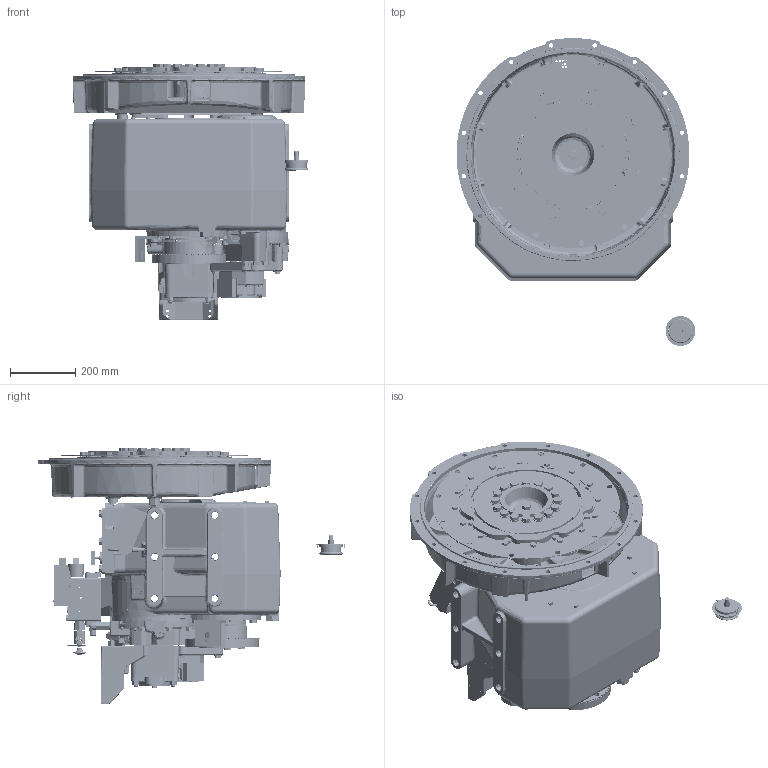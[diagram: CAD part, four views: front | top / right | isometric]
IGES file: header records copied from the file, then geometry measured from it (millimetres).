
Start section: SolidWorks IGES file using analytic representation for surfaces
Global section: file name: 1027662A.IGS; native system: SolidWorks 2010; preprocessor: SolidWorks 2010; author: josephf; date: 151222.101924; units: millimetre
Bounding box: 729.57 x 939.8 x 782.82 mm (x, y, z)
Surface area: 5243684 mm2 (no closed solid volume)
Topology: 0 solids, 0 shells, 10083 faces, 133525 edges, 133327 vertices
Faces by surface type: bspline 7359, revolution 2724
